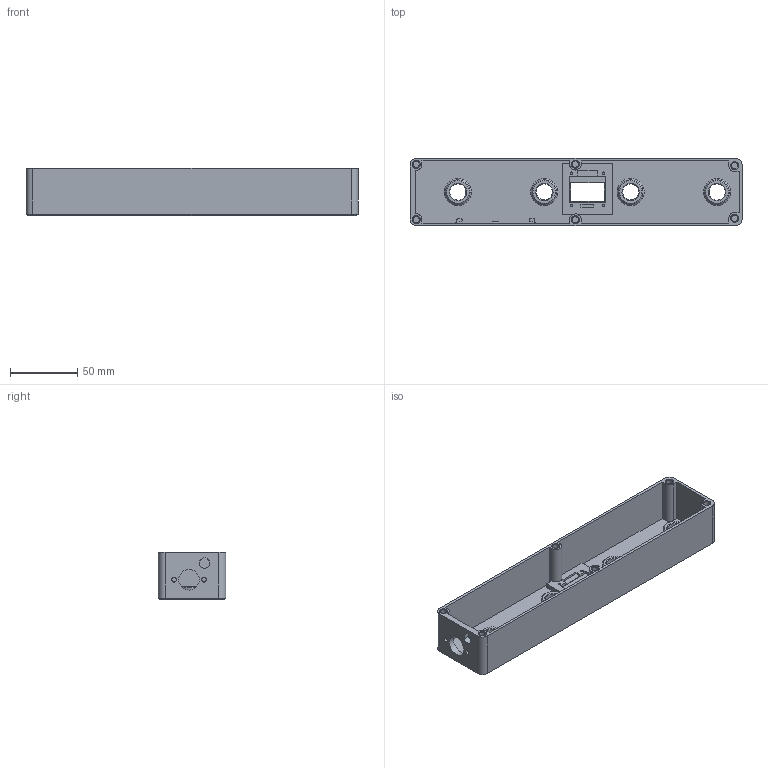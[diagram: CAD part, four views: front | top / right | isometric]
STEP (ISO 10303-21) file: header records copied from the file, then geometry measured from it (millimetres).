
FILE_DESCRIPTION(/* description */ (''),/* implementation_level */ '2;1');
FILE_NAME(/* name */ 'Enclosure.step',/* time_stamp */ '2025-04-19T16:52:05-07:00',/* author */ (''),/* organization */ (''),/* preprocessor_version */ 'ST-DEVELOPER v20.1',/* originating_system */ 'Autodesk Translation Framework v14.4.0.0',/* authorisation */ '');
FILE_SCHEMA (('AUTOMOTIVE_DESIGN { 1 0 10303 214 3 1 1 }'));
Length unit declared in the file: millimetre
Products named in the file (1): Enclosure
Bounding box: 246 x 50 x 35 mm (x, y, z)
Volume: 78819.7 mm3; surface area: 67097 mm2
Topology: 1 solids, 1 shells, 337 faces, 905 edges, 593 vertices
Faces by surface type: plane 194, bspline 81, cylinder 40, cone 22
Full cylindrical faces by diameter (mm): 1.8 x4, 3.4 x2, 4.7 x6, 18 x4
Entity records: 10628 total; most frequent: CARTESIAN_POINT 2589, ORIENTED_EDGE 1810, DIRECTION 1357, EDGE_CURVE 905, LINE 627, VECTOR 627, VERTEX_POINT 593, EDGE_LOOP 378
